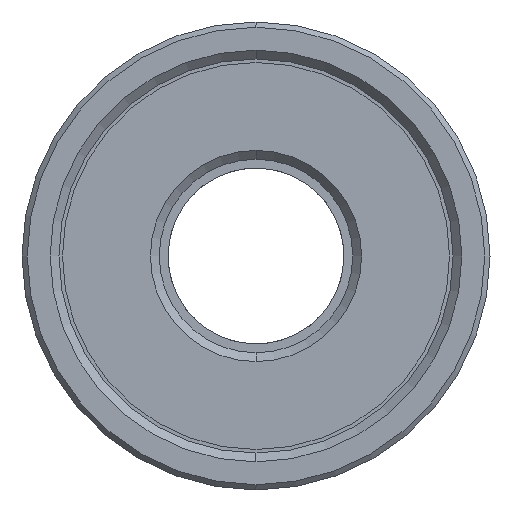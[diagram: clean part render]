
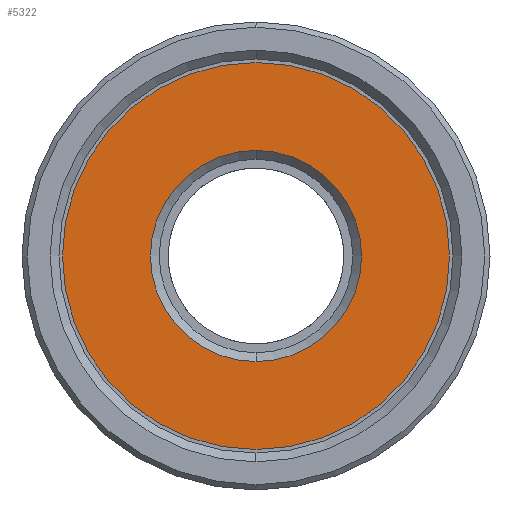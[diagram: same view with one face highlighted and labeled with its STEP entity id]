
A CAD part, left-side view. The second image highlights one B-rep face of the part: STEP entity #5322.
In plain terms, the highlighted planar face has unit normal (-1, 0, 0).
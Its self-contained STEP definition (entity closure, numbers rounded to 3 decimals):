
#210 = DIRECTION ( 'NONE',  ( 0., 0., -1. ) ) ;
#649 = FACE_BOUND ( 'NONE', #1910, .T. ) ;
#806 = VERTEX_POINT ( 'NONE', #4528 ) ;
#1021 = DIRECTION ( 'NONE',  ( 1., 0., 0. ) ) ;
#1143 = CIRCLE ( 'NONE', #1870, 6. ) ;
#1145 = AXIS2_PLACEMENT_3D ( 'NONE', #2010, #1021, #4401 ) ;
#1161 = ORIENTED_EDGE ( 'NONE', *, *, #4554, .T. ) ;
#1395 = DIRECTION ( 'NONE',  ( 0., 0., 1. ) ) ;
#1636 = EDGE_CURVE ( 'NONE', #4193, #2769, #2823, .T. ) ;
#1657 = CARTESIAN_POINT ( 'NONE',  ( 22., 0., 6. ) ) ;
#1825 = AXIS2_PLACEMENT_3D ( 'NONE', #3248, #3514, #210 ) ;
#1870 = AXIS2_PLACEMENT_3D ( 'NONE', #5379, #2046, #2667 ) ;
#1910 = EDGE_LOOP ( 'NONE', ( #5404, #3234 ) ) ;
#2010 = CARTESIAN_POINT ( 'NONE',  ( 22., 0., 0. ) ) ;
#2046 = DIRECTION ( 'NONE',  ( 1., 0., 0. ) ) ;
#2234 = AXIS2_PLACEMENT_3D ( 'NONE', #5293, #4864, #2747 ) ;
#2650 = CARTESIAN_POINT ( 'NONE',  ( 22., 0., 11.2 ) ) ;
#2667 = DIRECTION ( 'NONE',  ( 0., 0., -1. ) ) ;
#2747 = DIRECTION ( 'NONE',  ( 0., 0., 1. ) ) ;
#2769 = VERTEX_POINT ( 'NONE', #1657 ) ;
#2823 = CIRCLE ( 'NONE', #1145, 6. ) ;
#3234 = ORIENTED_EDGE ( 'NONE', *, *, #1636, .T. ) ;
#3248 = CARTESIAN_POINT ( 'NONE',  ( 22., 5.5, 0. ) ) ;
#3514 = DIRECTION ( 'NONE',  ( 1., 0., 0. ) ) ;
#3765 = CIRCLE ( 'NONE', #2234, 11.2 ) ;
#3770 = PLANE ( 'NONE',  #1825 ) ;
#3780 = CARTESIAN_POINT ( 'NONE',  ( 22., 0., -6. ) ) ;
#4193 = VERTEX_POINT ( 'NONE', #3780 ) ;
#4277 = VERTEX_POINT ( 'NONE', #2650 ) ;
#4401 = DIRECTION ( 'NONE',  ( 0., 0., -1. ) ) ;
#4420 = AXIS2_PLACEMENT_3D ( 'NONE', #4859, #4521, #1395 ) ;
#4490 = FACE_OUTER_BOUND ( 'NONE', #4713, .T. ) ;
#4502 = EDGE_CURVE ( 'NONE', #2769, #4193, #1143, .T. ) ;
#4521 = DIRECTION ( 'NONE',  ( -1., 0., 0. ) ) ;
#4528 = CARTESIAN_POINT ( 'NONE',  ( 22., 0., -11.2 ) ) ;
#4554 = EDGE_CURVE ( 'NONE', #4277, #806, #5380, .T. ) ;
#4713 = EDGE_LOOP ( 'NONE', ( #1161, #4730 ) ) ;
#4730 = ORIENTED_EDGE ( 'NONE', *, *, #4792, .T. ) ;
#4792 = EDGE_CURVE ( 'NONE', #806, #4277, #3765, .T. ) ;
#4859 = CARTESIAN_POINT ( 'NONE',  ( 22., 0., 0. ) ) ;
#4864 = DIRECTION ( 'NONE',  ( -1., 0., 0. ) ) ;
#5293 = CARTESIAN_POINT ( 'NONE',  ( 22., 0., 0. ) ) ;
#5322 = ADVANCED_FACE ( 'NONE', ( #649, #4490 ), #3770, .F. ) ;
#5379 = CARTESIAN_POINT ( 'NONE',  ( 22., 0., 0. ) ) ;
#5380 = CIRCLE ( 'NONE', #4420, 11.2 ) ;
#5404 = ORIENTED_EDGE ( 'NONE', *, *, #4502, .T. ) ;
